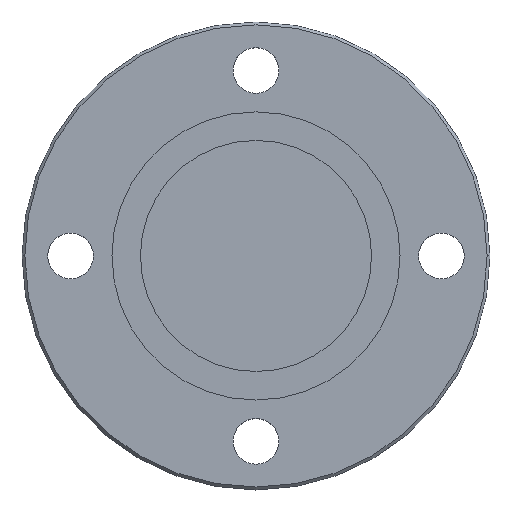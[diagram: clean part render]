
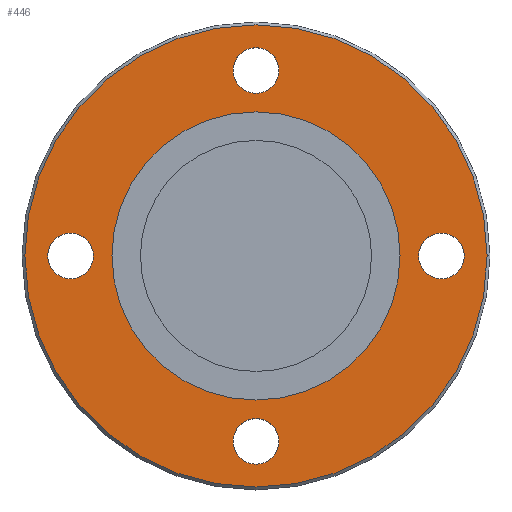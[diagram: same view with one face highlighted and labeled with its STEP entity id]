
A CAD part, top view. The second image highlights one B-rep face of the part: STEP entity #446.
In plain terms, the highlighted planar face has unit normal (0, 0, 1).
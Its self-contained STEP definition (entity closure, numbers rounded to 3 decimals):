
#11 = CIRCLE ( 'NONE', #369, 4. ) ;
#31 = DIRECTION ( 'NONE',  ( 0., 0., 1. ) ) ;
#36 = EDGE_CURVE ( 'NONE', #73, #668, #530, .T. ) ;
#43 = EDGE_CURVE ( 'NONE', #689, #193, #357, .T. ) ;
#55 = AXIS2_PLACEMENT_3D ( 'NONE', #476, #31, #361 ) ;
#70 = DIRECTION ( 'NONE',  ( 0., 0., 1. ) ) ;
#71 = DIRECTION ( 'NONE',  ( 0., 0., 1. ) ) ;
#73 = VERTEX_POINT ( 'NONE', #702 ) ;
#76 = EDGE_CURVE ( 'NONE', #115, #619, #114, .T. ) ;
#79 = DIRECTION ( 'NONE',  ( 0., 0., 1. ) ) ;
#81 = AXIS2_PLACEMENT_3D ( 'NONE', #467, #701, #198 ) ;
#85 = EDGE_CURVE ( 'NONE', #170, #567, #11, .T. ) ;
#86 = DIRECTION ( 'NONE',  ( -1., 0., 0. ) ) ;
#87 = DIRECTION ( 'NONE',  ( 1., 0., 0. ) ) ;
#89 = PLANE ( 'NONE',  #247 ) ;
#92 = AXIS2_PLACEMENT_3D ( 'NONE', #694, #477, #243 ) ;
#98 = EDGE_LOOP ( 'NONE', ( #594, #493 ) ) ;
#99 = DIRECTION ( 'NONE',  ( 0., 0., 1. ) ) ;
#105 = VERTEX_POINT ( 'NONE', #135 ) ;
#114 = CIRCLE ( 'NONE', #92, 4. ) ;
#115 = VERTEX_POINT ( 'NONE', #725 ) ;
#116 = DIRECTION ( 'NONE',  ( 0., 0., 1. ) ) ;
#120 = ORIENTED_EDGE ( 'NONE', *, *, #710, .F. ) ;
#128 = CARTESIAN_POINT ( 'NONE',  ( 0., -32.5, 10. ) ) ;
#135 = CARTESIAN_POINT ( 'NONE',  ( 32.5, 4., 10. ) ) ;
#137 = DIRECTION ( 'NONE',  ( 0., -1., 0. ) ) ;
#141 = ORIENTED_EDGE ( 'NONE', *, *, #543, .F. ) ;
#142 = FACE_BOUND ( 'NONE', #98, .T. ) ;
#144 = DIRECTION ( 'NONE',  ( 0., -1., 0. ) ) ;
#146 = CIRCLE ( 'NONE', #55, 40.5 ) ;
#153 = CARTESIAN_POINT ( 'NONE',  ( -4., -32.5, 10. ) ) ;
#165 = ORIENTED_EDGE ( 'NONE', *, *, #43, .F. ) ;
#170 = VERTEX_POINT ( 'NONE', #153 ) ;
#177 = CIRCLE ( 'NONE', #81, 4. ) ;
#179 = ORIENTED_EDGE ( 'NONE', *, *, #353, .F. ) ;
#193 = VERTEX_POINT ( 'NONE', #378 ) ;
#198 = DIRECTION ( 'NONE',  ( -1., 0., 0. ) ) ;
#201 = CARTESIAN_POINT ( 'NONE',  ( 32.5, 0., 10. ) ) ;
#205 = DIRECTION ( 'NONE',  ( 0., 0., 1. ) ) ;
#209 = EDGE_CURVE ( 'NONE', #105, #661, #565, .T. ) ;
#216 = EDGE_LOOP ( 'NONE', ( #165, #497 ) ) ;
#230 = CIRCLE ( 'NONE', #410, 25.25 ) ;
#233 = CARTESIAN_POINT ( 'NONE',  ( 0., 0., 10. ) ) ;
#241 = CARTESIAN_POINT ( 'NONE',  ( 0., 0., 10. ) ) ;
#243 = DIRECTION ( 'NONE',  ( 0., 1., 0. ) ) ;
#246 = DIRECTION ( 'NONE',  ( 1., 0., 0. ) ) ;
#247 = AXIS2_PLACEMENT_3D ( 'NONE', #416, #654, #86 ) ;
#248 = CARTESIAN_POINT ( 'NONE',  ( 0., 32.5, 10. ) ) ;
#254 = AXIS2_PLACEMENT_3D ( 'NONE', #233, #71, #246 ) ;
#261 = FACE_BOUND ( 'NONE', #216, .T. ) ;
#287 = DIRECTION ( 'NONE',  ( 1., 0., 0. ) ) ;
#297 = DIRECTION ( 'NONE',  ( 1., 0., 0. ) ) ;
#299 = DIRECTION ( 'NONE',  ( 0., 0., 1. ) ) ;
#307 = DIRECTION ( 'NONE',  ( 0., 0., 1. ) ) ;
#318 = ORIENTED_EDGE ( 'NONE', *, *, #209, .F. ) ;
#326 = VERTEX_POINT ( 'NONE', #456 ) ;
#331 = CARTESIAN_POINT ( 'NONE',  ( -25.25, 0., 10. ) ) ;
#337 = DIRECTION ( 'NONE',  ( 0., 1., 0. ) ) ;
#352 = FACE_BOUND ( 'NONE', #698, .T. ) ;
#353 = EDGE_CURVE ( 'NONE', #621, #326, #439, .T. ) ;
#357 = CIRCLE ( 'NONE', #696, 4. ) ;
#358 = FACE_OUTER_BOUND ( 'NONE', #664, .T. ) ;
#361 = DIRECTION ( 'NONE',  ( 1., 0., 0. ) ) ;
#369 = AXIS2_PLACEMENT_3D ( 'NONE', #128, #299, #409 ) ;
#373 = CARTESIAN_POINT ( 'NONE',  ( -40.5, 0., 10. ) ) ;
#378 = CARTESIAN_POINT ( 'NONE',  ( -4., 32.5, 10. ) ) ;
#401 = AXIS2_PLACEMENT_3D ( 'NONE', #674, #99, #494 ) ;
#409 = DIRECTION ( 'NONE',  ( -1., 0., 0. ) ) ;
#410 = AXIS2_PLACEMENT_3D ( 'NONE', #241, #70, #287 ) ;
#416 = CARTESIAN_POINT ( 'NONE',  ( 0., 40.5, 10. ) ) ;
#418 = EDGE_LOOP ( 'NONE', ( #449, #141 ) ) ;
#423 = EDGE_CURVE ( 'NONE', #661, #105, #537, .T. ) ;
#425 = CARTESIAN_POINT ( 'NONE',  ( 32.5, 0., 10. ) ) ;
#427 = FACE_BOUND ( 'NONE', #443, .T. ) ;
#430 = AXIS2_PLACEMENT_3D ( 'NONE', #593, #79, #297 ) ;
#439 = CIRCLE ( 'NONE', #254, 25.25 ) ;
#443 = EDGE_LOOP ( 'NONE', ( #616, #318 ) ) ;
#446 = ADVANCED_FACE ( 'NONE', ( #142, #540, #427, #352, #358, #261 ), #89, .F. ) ;
#447 = CARTESIAN_POINT ( 'NONE',  ( 32.5, -4., 10. ) ) ;
#449 = ORIENTED_EDGE ( 'NONE', *, *, #85, .F. ) ;
#450 = CARTESIAN_POINT ( 'NONE',  ( -32.5, 0., 10. ) ) ;
#452 = ORIENTED_EDGE ( 'NONE', *, *, #36, .T. ) ;
#456 = CARTESIAN_POINT ( 'NONE',  ( 25.25, 0., 10. ) ) ;
#467 = CARTESIAN_POINT ( 'NONE',  ( 0., -32.5, 10. ) ) ;
#476 = CARTESIAN_POINT ( 'NONE',  ( 0., 0., 10. ) ) ;
#477 = DIRECTION ( 'NONE',  ( 0., 0., 1. ) ) ;
#488 = AXIS2_PLACEMENT_3D ( 'NONE', #425, #655, #144 ) ;
#490 = EDGE_CURVE ( 'NONE', #668, #73, #146, .T. ) ;
#493 = ORIENTED_EDGE ( 'NONE', *, *, #685, .F. ) ;
#494 = DIRECTION ( 'NONE',  ( 1., 0., 0. ) ) ;
#497 = ORIENTED_EDGE ( 'NONE', *, *, #585, .F. ) ;
#521 = CARTESIAN_POINT ( 'NONE',  ( 4., 32.5, 10. ) ) ;
#530 = CIRCLE ( 'NONE', #430, 40.5 ) ;
#537 = CIRCLE ( 'NONE', #632, 4. ) ;
#540 = FACE_BOUND ( 'NONE', #418, .T. ) ;
#543 = EDGE_CURVE ( 'NONE', #567, #170, #177, .T. ) ;
#550 = CARTESIAN_POINT ( 'NONE',  ( -32.5, -4., 10. ) ) ;
#565 = CIRCLE ( 'NONE', #488, 4. ) ;
#567 = VERTEX_POINT ( 'NONE', #611 ) ;
#585 = EDGE_CURVE ( 'NONE', #193, #689, #602, .T. ) ;
#593 = CARTESIAN_POINT ( 'NONE',  ( 0., 0., 10. ) ) ;
#594 = ORIENTED_EDGE ( 'NONE', *, *, #76, .F. ) ;
#602 = CIRCLE ( 'NONE', #401, 4. ) ;
#611 = CARTESIAN_POINT ( 'NONE',  ( 4., -32.5, 10. ) ) ;
#616 = ORIENTED_EDGE ( 'NONE', *, *, #423, .F. ) ;
#619 = VERTEX_POINT ( 'NONE', #550 ) ;
#621 = VERTEX_POINT ( 'NONE', #331 ) ;
#632 = AXIS2_PLACEMENT_3D ( 'NONE', #201, #307, #137 ) ;
#633 = CIRCLE ( 'NONE', #695, 4. ) ;
#654 = DIRECTION ( 'NONE',  ( 0., 0., -1. ) ) ;
#655 = DIRECTION ( 'NONE',  ( 0., 0., 1. ) ) ;
#661 = VERTEX_POINT ( 'NONE', #447 ) ;
#664 = EDGE_LOOP ( 'NONE', ( #730, #452 ) ) ;
#668 = VERTEX_POINT ( 'NONE', #373 ) ;
#674 = CARTESIAN_POINT ( 'NONE',  ( 0., 32.5, 10. ) ) ;
#685 = EDGE_CURVE ( 'NONE', #619, #115, #633, .T. ) ;
#689 = VERTEX_POINT ( 'NONE', #521 ) ;
#694 = CARTESIAN_POINT ( 'NONE',  ( -32.5, 0., 10. ) ) ;
#695 = AXIS2_PLACEMENT_3D ( 'NONE', #450, #116, #337 ) ;
#696 = AXIS2_PLACEMENT_3D ( 'NONE', #248, #205, #87 ) ;
#698 = EDGE_LOOP ( 'NONE', ( #120, #179 ) ) ;
#701 = DIRECTION ( 'NONE',  ( 0., 0., 1. ) ) ;
#702 = CARTESIAN_POINT ( 'NONE',  ( 40.5, 0., 10. ) ) ;
#710 = EDGE_CURVE ( 'NONE', #326, #621, #230, .T. ) ;
#725 = CARTESIAN_POINT ( 'NONE',  ( -32.5, 4., 10. ) ) ;
#730 = ORIENTED_EDGE ( 'NONE', *, *, #490, .T. ) ;
